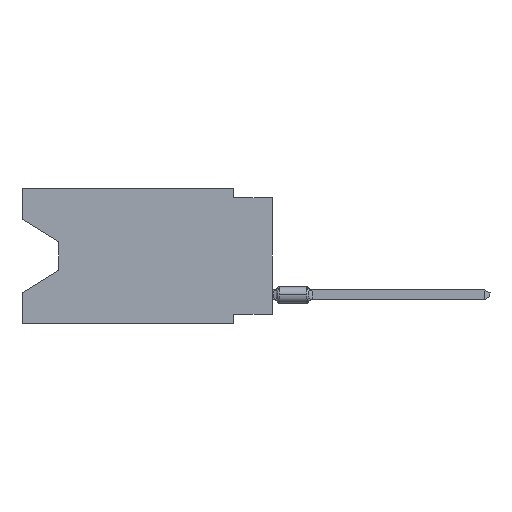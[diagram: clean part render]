
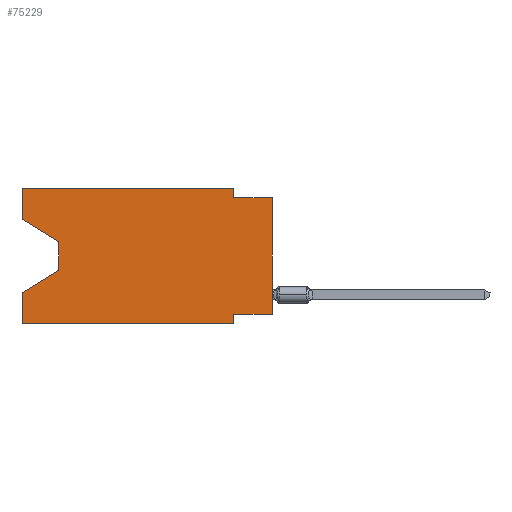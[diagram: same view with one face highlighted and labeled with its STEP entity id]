
A CAD part, left-side view. The second image highlights one B-rep face of the part: STEP entity #75229.
In plain terms, the highlighted planar face has unit normal (-1, 0, 0).
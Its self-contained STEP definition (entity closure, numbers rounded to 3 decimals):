
#341 = LINE ( 'NONE', #59472, #37794 ) ;
#408 = CARTESIAN_POINT ( 'NONE',  ( 0., 16.383, 0. ) ) ;
#746 = VECTOR ( 'NONE', #36238, 1000. ) ;
#2028 = EDGE_CURVE ( 'NONE', #70872, #69168, #42080, .T. ) ;
#2476 = VERTEX_POINT ( 'NONE', #60677 ) ;
#2665 = FACE_OUTER_BOUND ( 'NONE', #25634, .T. ) ;
#3240 = EDGE_CURVE ( 'NONE', #70872, #18965, #54539, .T. ) ;
#4149 = DIRECTION ( 'NONE',  ( 0., -0.855, -0.519 ) ) ;
#4241 = CARTESIAN_POINT ( 'NONE',  ( 0., 2.54, 0. ) ) ;
#4318 = DIRECTION ( 'NONE',  ( 0., 1., 0. ) ) ;
#5429 = ORIENTED_EDGE ( 'NONE', *, *, #10626, .T. ) ;
#5532 = CARTESIAN_POINT ( 'NONE',  ( 0., 13.97, -3.505 ) ) ;
#6846 = CARTESIAN_POINT ( 'NONE',  ( 0., 13.97, -5.385 ) ) ;
#7879 = AXIS2_PLACEMENT_3D ( 'NONE', #37647, #45023, #32967 ) ;
#7906 = VERTEX_POINT ( 'NONE', #5532 ) ;
#8044 = CARTESIAN_POINT ( 'NONE',  ( 0., 16.383, -2.038 ) ) ;
#8073 = VECTOR ( 'NONE', #74835, 1000. ) ;
#8660 = ORIENTED_EDGE ( 'NONE', *, *, #3240, .F. ) ;
#10626 = EDGE_CURVE ( 'NONE', #75476, #18965, #64728, .T. ) ;
#10645 = VERTEX_POINT ( 'NONE', #65115 ) ;
#12718 = ORIENTED_EDGE ( 'NONE', *, *, #71206, .F. ) ;
#17004 = ORIENTED_EDGE ( 'NONE', *, *, #48839, .T. ) ;
#17539 = VECTOR ( 'NONE', #54473, 1000. ) ;
#18247 = VECTOR ( 'NONE', #51634, 1000. ) ;
#18349 = ORIENTED_EDGE ( 'NONE', *, *, #67026, .F. ) ;
#18965 = VERTEX_POINT ( 'NONE', #40247 ) ;
#19480 = DIRECTION ( 'NONE',  ( 0., 0.855, -0.519 ) ) ;
#21289 = PLANE ( 'NONE',  #7879 ) ;
#22375 = CARTESIAN_POINT ( 'NONE',  ( 0., 0., -0.635 ) ) ;
#22965 = LINE ( 'NONE', #64222, #61155 ) ;
#25634 = EDGE_LOOP ( 'NONE', ( #30494, #17004, #5429, #8660, #46766, #32422, #31484, #56536, #46371, #75170, #12718, #18349 ) ) ;
#30494 = ORIENTED_EDGE ( 'NONE', *, *, #68935, .T. ) ;
#30586 = VERTEX_POINT ( 'NONE', #43142 ) ;
#31484 = ORIENTED_EDGE ( 'NONE', *, *, #41063, .F. ) ;
#31977 = EDGE_CURVE ( 'NONE', #42526, #69168, #53630, .T. ) ;
#32422 = ORIENTED_EDGE ( 'NONE', *, *, #31977, .F. ) ;
#32589 = LINE ( 'NONE', #63687, #18247 ) ;
#32967 = DIRECTION ( 'NONE',  ( 0., 0., -1. ) ) ;
#33702 = LINE ( 'NONE', #57443, #39029 ) ;
#34172 = DIRECTION ( 'NONE',  ( 0., 0., 1. ) ) ;
#34811 = EDGE_CURVE ( 'NONE', #30586, #49377, #32589, .T. ) ;
#36238 = DIRECTION ( 'NONE',  ( 0., 0., 1. ) ) ;
#36256 = CARTESIAN_POINT ( 'NONE',  ( 0., 2.54, -8.255 ) ) ;
#36821 = VECTOR ( 'NONE', #47922, 1000. ) ;
#37503 = LINE ( 'NONE', #44500, #8073 ) ;
#37647 = CARTESIAN_POINT ( 'NONE',  ( 0., 16.383, 0. ) ) ;
#37794 = VECTOR ( 'NONE', #42726, 1000. ) ;
#39029 = VECTOR ( 'NONE', #4149, 1000. ) ;
#40247 = CARTESIAN_POINT ( 'NONE',  ( 0., 16.383, -6.852 ) ) ;
#41063 = EDGE_CURVE ( 'NONE', #2476, #42526, #22965, .T. ) ;
#41642 = LINE ( 'NONE', #408, #17539 ) ;
#42080 = LINE ( 'NONE', #60370, #36821 ) ;
#42526 = VERTEX_POINT ( 'NONE', #36256 ) ;
#42725 = VERTEX_POINT ( 'NONE', #4241 ) ;
#42726 = DIRECTION ( 'NONE',  ( 0., 0., -1. ) ) ;
#43142 = CARTESIAN_POINT ( 'NONE',  ( 0., 2.54, -0.635 ) ) ;
#44500 = CARTESIAN_POINT ( 'NONE',  ( 0., 13.97, -3.505 ) ) ;
#45023 = DIRECTION ( 'NONE',  ( 1., 0., 0. ) ) ;
#45883 = LINE ( 'NONE', #52126, #50442 ) ;
#46371 = ORIENTED_EDGE ( 'NONE', *, *, #34811, .F. ) ;
#46623 = CARTESIAN_POINT ( 'NONE',  ( 0., 0., 0. ) ) ;
#46766 = ORIENTED_EDGE ( 'NONE', *, *, #2028, .T. ) ;
#47191 = VERTEX_POINT ( 'NONE', #8044 ) ;
#47922 = DIRECTION ( 'NONE',  ( 0., -1., 0. ) ) ;
#48839 = EDGE_CURVE ( 'NONE', #7906, #75476, #37503, .T. ) ;
#49104 = CARTESIAN_POINT ( 'NONE',  ( 0., 16.383, 0. ) ) ;
#49377 = VERTEX_POINT ( 'NONE', #22375 ) ;
#50442 = VECTOR ( 'NONE', #64178, 1000. ) ;
#51634 = DIRECTION ( 'NONE',  ( 0., -1., 0. ) ) ;
#52126 = CARTESIAN_POINT ( 'NONE',  ( 0., 16.383, 0. ) ) ;
#52483 = LINE ( 'NONE', #46623, #56032 ) ;
#53630 = LINE ( 'NONE', #65676, #61423 ) ;
#54473 = DIRECTION ( 'NONE',  ( 0., 0., 1. ) ) ;
#54539 = LINE ( 'NONE', #49104, #746 ) ;
#56032 = VECTOR ( 'NONE', #34172, 1000. ) ;
#56236 = VECTOR ( 'NONE', #19480, 1000. ) ;
#56536 = ORIENTED_EDGE ( 'NONE', *, *, #62054, .T. ) ;
#56580 = CARTESIAN_POINT ( 'NONE',  ( 0., 2.54, -8.89 ) ) ;
#57443 = CARTESIAN_POINT ( 'NONE',  ( 0., 16.383, -2.038 ) ) ;
#59295 = CARTESIAN_POINT ( 'NONE',  ( 0., 13.97, -5.385 ) ) ;
#59472 = CARTESIAN_POINT ( 'NONE',  ( 0., 2.54, 0. ) ) ;
#60370 = CARTESIAN_POINT ( 'NONE',  ( 0., 16.383, -8.89 ) ) ;
#60677 = CARTESIAN_POINT ( 'NONE',  ( 0., 0., -8.255 ) ) ;
#61155 = VECTOR ( 'NONE', #4318, 1000. ) ;
#61423 = VECTOR ( 'NONE', #76604, 1000. ) ;
#62054 = EDGE_CURVE ( 'NONE', #2476, #49377, #52483, .T. ) ;
#63687 = CARTESIAN_POINT ( 'NONE',  ( 0., 0., -0.635 ) ) ;
#64178 = DIRECTION ( 'NONE',  ( 0., -1., 0. ) ) ;
#64222 = CARTESIAN_POINT ( 'NONE',  ( 0., 0., -8.255 ) ) ;
#64728 = LINE ( 'NONE', #59295, #56236 ) ;
#65115 = CARTESIAN_POINT ( 'NONE',  ( 0., 16.383, 0. ) ) ;
#65676 = CARTESIAN_POINT ( 'NONE',  ( 0., 2.54, -8.89 ) ) ;
#67026 = EDGE_CURVE ( 'NONE', #47191, #10645, #41642, .T. ) ;
#68627 = EDGE_CURVE ( 'NONE', #42725, #30586, #341, .T. ) ;
#68935 = EDGE_CURVE ( 'NONE', #47191, #7906, #33702, .T. ) ;
#69168 = VERTEX_POINT ( 'NONE', #56580 ) ;
#69327 = CARTESIAN_POINT ( 'NONE',  ( 0., 16.383, -8.89 ) ) ;
#70872 = VERTEX_POINT ( 'NONE', #69327 ) ;
#71206 = EDGE_CURVE ( 'NONE', #10645, #42725, #45883, .T. ) ;
#74835 = DIRECTION ( 'NONE',  ( 0., 0., -1. ) ) ;
#75170 = ORIENTED_EDGE ( 'NONE', *, *, #68627, .F. ) ;
#75229 = ADVANCED_FACE ( 'NONE', ( #2665 ), #21289, .F. ) ;
#75476 = VERTEX_POINT ( 'NONE', #6846 ) ;
#76604 = DIRECTION ( 'NONE',  ( 0., 0., -1. ) ) ;
